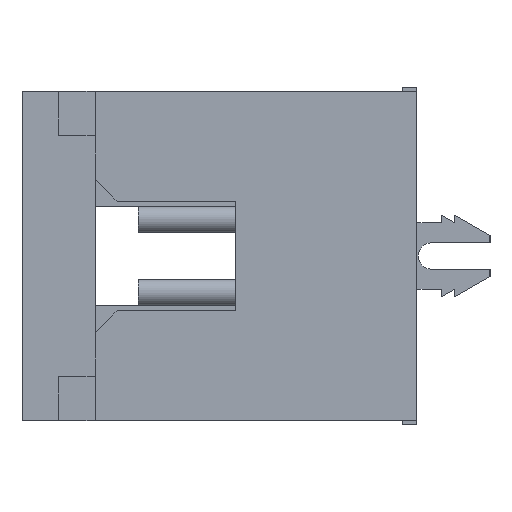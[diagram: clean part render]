
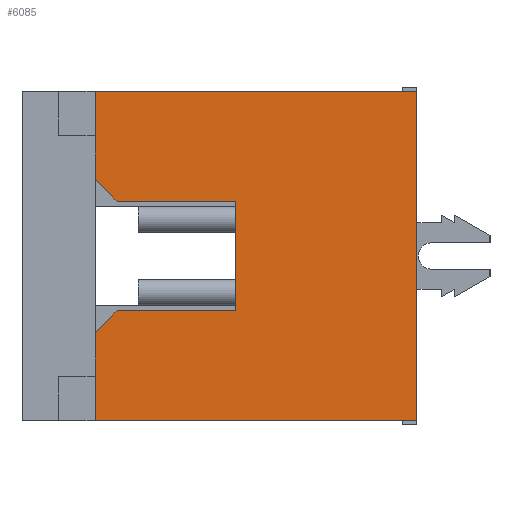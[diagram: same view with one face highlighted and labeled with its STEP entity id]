
A CAD part, left-side view. The second image highlights one B-rep face of the part: STEP entity #6085.
In plain terms, the highlighted planar face has unit normal (-1, 0, 0).
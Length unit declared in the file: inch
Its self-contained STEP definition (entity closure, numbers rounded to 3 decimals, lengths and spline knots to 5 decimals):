
#1563=ORIENTED_EDGE('',*,*,#2634,.T.);
#1564=ORIENTED_EDGE('',*,*,#2609,.T.);
#1565=ORIENTED_EDGE('',*,*,#2635,.F.);
#1566=ORIENTED_EDGE('',*,*,#2607,.F.);
#1567=ORIENTED_EDGE('',*,*,#2636,.T.);
#1568=ORIENTED_EDGE('',*,*,#2622,.F.);
#1569=ORIENTED_EDGE('',*,*,#2575,.T.);
#1570=ORIENTED_EDGE('',*,*,#2600,.T.);
#1571=ORIENTED_EDGE('',*,*,#2637,.F.);
#1572=ORIENTED_EDGE('',*,*,#2631,.F.);
#2575=EDGE_CURVE('',#3234,#3233,#3892,.T.);
#2600=EDGE_CURVE('',#3233,#3254,#3917,.T.);
#2607=EDGE_CURVE('',#3261,#3262,#3924,.T.);
#2609=EDGE_CURVE('',#3263,#3264,#3926,.T.);
#2622=EDGE_CURVE('',#3234,#3274,#3939,.T.);
#2631=EDGE_CURVE('',#3282,#3283,#3948,.T.);
#2634=EDGE_CURVE('',#3282,#3263,#3951,.T.);
#2635=EDGE_CURVE('',#3262,#3264,#3952,.T.);
#2636=EDGE_CURVE('',#3261,#3274,#3953,.T.);
#2637=EDGE_CURVE('',#3283,#3254,#3954,.T.);
#3233=VERTEX_POINT('',#9606);
#3234=VERTEX_POINT('',#9608);
#3254=VERTEX_POINT('',#9657);
#3261=VERTEX_POINT('',#9672);
#3262=VERTEX_POINT('',#9674);
#3263=VERTEX_POINT('',#9678);
#3264=VERTEX_POINT('',#9679);
#3274=VERTEX_POINT('',#9703);
#3282=VERTEX_POINT('',#9720);
#3283=VERTEX_POINT('',#9722);
#3892=LINE('',#9607,#4624);
#3917=LINE('',#9658,#4649);
#3924=LINE('',#9673,#4656);
#3926=LINE('',#9677,#4658);
#3939=LINE('',#9702,#4671);
#3948=LINE('',#9721,#4680);
#3951=LINE('',#9727,#4683);
#3952=LINE('',#9728,#4684);
#3953=LINE('',#9729,#4685);
#3954=LINE('',#9730,#4686);
#4624=VECTOR('',#7898,39.37008);
#4649=VECTOR('',#7933,39.37008);
#4656=VECTOR('',#7942,39.37008);
#4658=VECTOR('',#7946,39.37008);
#4671=VECTOR('',#7961,39.37008);
#4680=VECTOR('',#7972,39.37008);
#4683=VECTOR('',#7977,39.37008);
#4684=VECTOR('',#7978,39.37008);
#4685=VECTOR('',#7979,39.37008);
#4686=VECTOR('',#7980,39.37008);
#5133=EDGE_LOOP('',(#1563,#1564,#1565,#1566,#1567,#1568,#1569,#1570,#1571,
#1572));
#5500=FACE_BOUND('',#5133,.T.);
#5764=PLANE('',#6568);
#6085=ADVANCED_FACE('',(#5500),#5764,.F.);
#6568=AXIS2_PLACEMENT_3D('',#9726,#7975,#7976);
#7898=DIRECTION('',(0.,-1.,0.));
#7933=DIRECTION('',(0.,0.,1.));
#7942=DIRECTION('',(0.,-1.,0.));
#7946=DIRECTION('',(0.,-1.,0.));
#7961=DIRECTION('',(0.,0.,1.));
#7972=DIRECTION('',(0.,0.,1.));
#7975=DIRECTION('',(1.,0.,0.));
#7976=DIRECTION('',(0.,0.,-1.));
#7977=DIRECTION('',(0.,-0.707,-0.707));
#7978=DIRECTION('',(0.,0.,1.));
#7979=DIRECTION('',(0.,0.707,-0.707));
#7980=DIRECTION('',(0.,-1.,0.));
#9606=CARTESIAN_POINT('',(-0.3125,0.,-0.1125));
#9607=CARTESIAN_POINT('',(-0.3125,0.22,-0.1125));
#9608=CARTESIAN_POINT('',(-0.3125,0.22,-0.1125));
#9657=CARTESIAN_POINT('',(-0.3125,0.,0.1125));
#9658=CARTESIAN_POINT('',(-0.3125,0.,-0.1125));
#9672=CARTESIAN_POINT('',(-0.3125,0.205,-0.0375));
#9673=CARTESIAN_POINT('',(-0.3125,0.316,-0.0375));
#9674=CARTESIAN_POINT('',(-0.3125,0.124,-0.0375));
#9677=CARTESIAN_POINT('',(-0.3125,0.316,0.0375));
#9678=CARTESIAN_POINT('',(-0.3125,0.205,0.0375));
#9679=CARTESIAN_POINT('',(-0.3125,0.124,0.0375));
#9702=CARTESIAN_POINT('',(-0.3125,0.22,-0.1125));
#9703=CARTESIAN_POINT('',(-0.3125,0.22,-0.0525));
#9720=CARTESIAN_POINT('',(-0.3125,0.22,0.0525));
#9721=CARTESIAN_POINT('',(-0.3125,0.22,-0.1125));
#9722=CARTESIAN_POINT('',(-0.3125,0.22,0.1125));
#9726=CARTESIAN_POINT('',(-0.3125,0.22,-0.1125));
#9727=CARTESIAN_POINT('',(-0.3125,0.22,0.0525));
#9728=CARTESIAN_POINT('',(-0.3125,0.124,-0.0375));
#9729=CARTESIAN_POINT('',(-0.3125,0.205,-0.0375));
#9730=CARTESIAN_POINT('',(-0.3125,0.22,0.1125));
